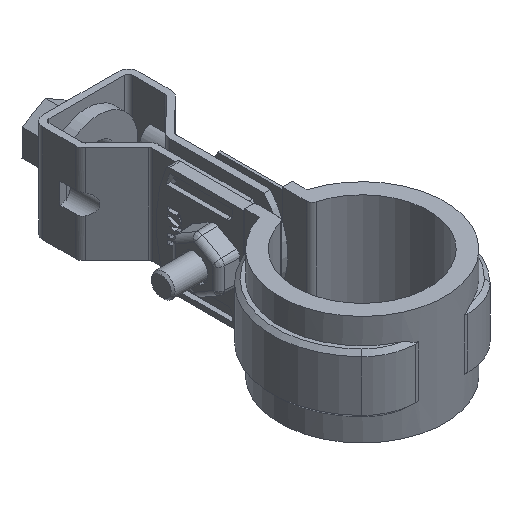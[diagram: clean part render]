
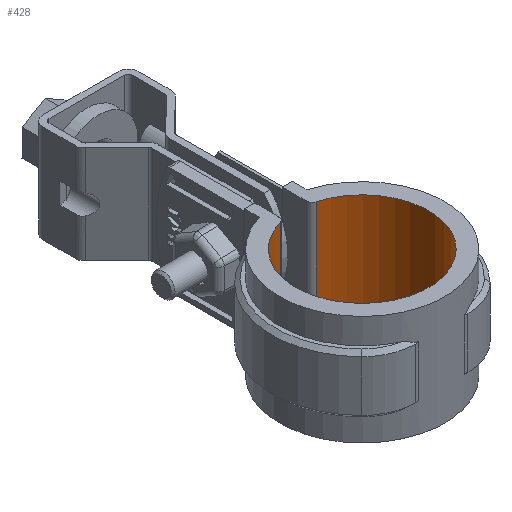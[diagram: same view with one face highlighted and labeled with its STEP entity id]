
A CAD part, isometric view. The second image highlights one B-rep face of the part: STEP entity #428.
In plain terms, the highlighted cylindrical face has radius 17 mm (diameter 34 mm), a partial arc.
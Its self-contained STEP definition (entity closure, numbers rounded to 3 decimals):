
#428 = ADVANCED_FACE( '', ( #831 ), #832, .F. );
#831 = FACE_OUTER_BOUND( '', #1876, .T. );
#832 = CYLINDRICAL_SURFACE( '', #1877, 17. );
#1876 = EDGE_LOOP( '', ( #3948, #3949, #3950, #3951 ) );
#1877 = AXIS2_PLACEMENT_3D( '', #3952, #3953, #3954 );
#3948 = ORIENTED_EDGE( '', *, *, #6581, .T. );
#3949 = ORIENTED_EDGE( '', *, *, #6582, .T. );
#3950 = ORIENTED_EDGE( '', *, *, #6501, .F. );
#3951 = ORIENTED_EDGE( '', *, *, #6583, .T. );
#3952 = CARTESIAN_POINT( '', ( 0., 0., -74.756 ) );
#3953 = DIRECTION( '', ( 0., 0., 1. ) );
#3954 = DIRECTION( '', ( -1., 0., 0. ) );
#6501 = EDGE_CURVE( '', #7522, #7524, #7525, .T. );
#6581 = EDGE_CURVE( '', #7669, #7670, #7671, .T. );
#6582 = EDGE_CURVE( '', #7670, #7524, #7672, .T. );
#6583 = EDGE_CURVE( '', #7522, #7669, #7673, .T. );
#7522 = VERTEX_POINT( '', #9855 );
#7524 = VERTEX_POINT( '', #9857 );
#7525 = CIRCLE( '', #9858, 17. );
#7669 = VERTEX_POINT( '', #10644 );
#7670 = VERTEX_POINT( '', #10645 );
#7671 = CIRCLE( '', #10646, 17. );
#7672 = LINE( '', #10647, #10648 );
#7673 = LINE( '', #10649, #10650 );
#9855 = CARTESIAN_POINT( '', ( -4.595, 16.367, -26.5 ) );
#9857 = CARTESIAN_POINT( '', ( 4.595, 16.367, -26.5 ) );
#9858 = AXIS2_PLACEMENT_3D( '', #12682, #12683, #12684 );
#10644 = CARTESIAN_POINT( '', ( -4.595, 16.367, 1.5 ) );
#10645 = CARTESIAN_POINT( '', ( 4.595, 16.367, 1.5 ) );
#10646 = AXIS2_PLACEMENT_3D( '', #12760, #12761, #12762 );
#10647 = CARTESIAN_POINT( '', ( 4.595, 16.367, -74.756 ) );
#10648 = VECTOR( '', #12763, 1000. );
#10649 = CARTESIAN_POINT( '', ( -4.595, 16.367, -74.756 ) );
#10650 = VECTOR( '', #12764, 1000. );
#12682 = CARTESIAN_POINT( '', ( 0., 0., -26.5 ) );
#12683 = DIRECTION( '', ( 0., 0., 1. ) );
#12684 = DIRECTION( '', ( 1., 0., 0. ) );
#12760 = CARTESIAN_POINT( '', ( 0., 0., 1.5 ) );
#12761 = DIRECTION( '', ( 0., 0., 1. ) );
#12762 = DIRECTION( '', ( 1., 0., 0. ) );
#12763 = DIRECTION( '', ( 0., 0., -1. ) );
#12764 = DIRECTION( '', ( 0., 0., 1. ) );
